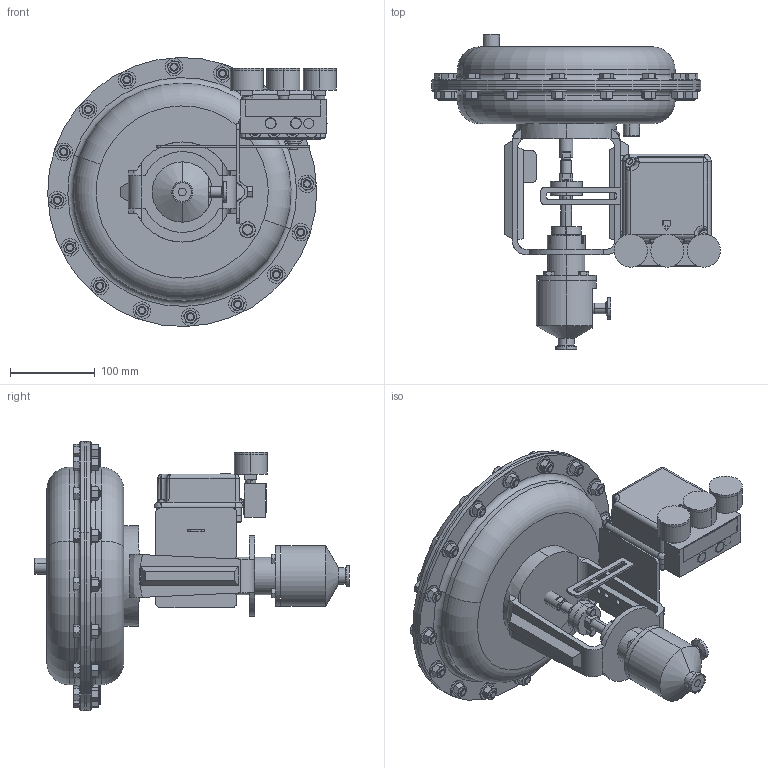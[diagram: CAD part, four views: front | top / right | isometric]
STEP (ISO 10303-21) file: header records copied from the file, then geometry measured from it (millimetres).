
FILE_DESCRIPTION (( 'STEP AP203' ), '1' );
FILE_NAME ('978ESP-050-JD-55M-16PP.STEP', '2017-06-12T12:25:35', ( '' ), ( '' ), 'SwSTEP 2.0', 'SolidWorks 2014', '' );
FILE_SCHEMA (( 'CONFIG_CONTROL_DESIGN' ));
Length unit declared in the file: inch
Products named in the file (2): 978ESP-050-JD-55M-16PP
Bounding box: 340.5 x 371.56 x 317.42 mm (x, y, z)
Volume: 5950696.8 mm3; surface area: 981629.7 mm2
Topology: 121 solids, 123 shells, 2903 faces, 6802 edges, 4176 vertices
Faces by surface type: plane 1047, cone 844, cylinder 675, bspline 299, torus 38
Entity records: 102878 total; most frequent: CARTESIAN_POINT 39498, ORIENTED_EDGE 13508, DIRECTION 12605, EDGE_CURVE 6754, AXIS2_PLACEMENT_3D 4993, VERTEX_POINT 4175, EDGE_LOOP 3075, ADVANCED_FACE 2903
